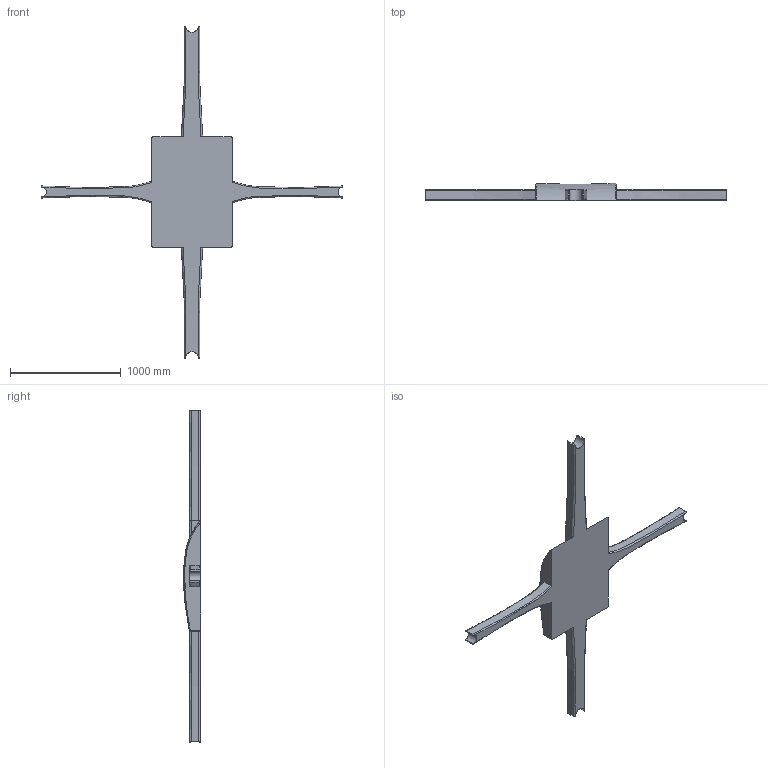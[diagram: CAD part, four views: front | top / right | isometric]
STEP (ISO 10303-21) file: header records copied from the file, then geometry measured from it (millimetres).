
FILE_DESCRIPTION (( 'STEP AP203' ), '1' );
FILE_NAME ('upper propeller base.STEP', '2022-06-16T00:15:29', ( '' ), ( '' ), 'SwSTEP 2.0', 'SolidWorks 2021', '' );
FILE_SCHEMA (( 'CONFIG_CONTROL_DESIGN' ));
Length unit declared in the file: millimetre
Products named in the file (1): upper propeller base
Bounding box: 2727.45 x 153.76 x 3000 mm (x, y, z)
Volume: 138037514.5 mm3; surface area: 3481705.5 mm2
Topology: 1 solids, 1 shells, 65 faces, 180 edges, 114 vertices
Faces by surface type: bspline 29, plane 21, cylinder 13, sphere 2
Entity records: 6635 total; most frequent: CARTESIAN_POINT 5201, ORIENTED_EDGE 354, EDGE_CURVE 177, DIRECTION 175, VERTEX_POINT 114, B_SPLINE_CURVE_WITH_KNOTS 98, EDGE_LOOP 65, FACE_OUTER_BOUND 65
